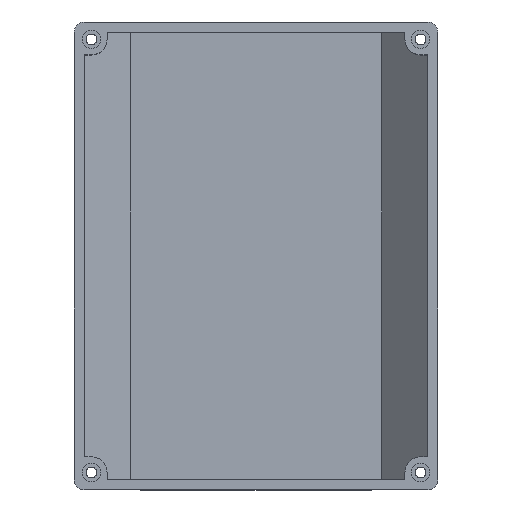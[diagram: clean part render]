
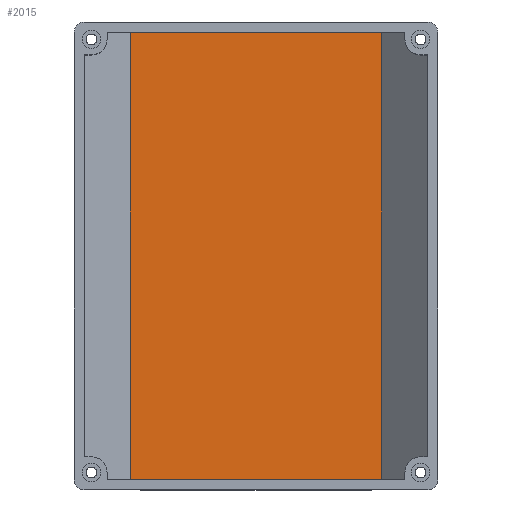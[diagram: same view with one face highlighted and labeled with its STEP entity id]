
A CAD part, top view. The second image highlights one B-rep face of the part: STEP entity #2015.
In plain terms, the highlighted planar face has unit normal (0, 0, 1).
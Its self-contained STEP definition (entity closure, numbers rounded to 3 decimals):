
#128=PLANE('',#2225);
#238=FACE_OUTER_BOUND('',#361,.T.);
#361=EDGE_LOOP('',(#1859,#1860,#1861,#1862));
#537=LINE('',#3382,#736);
#543=LINE('',#3395,#742);
#551=LINE('',#3413,#750);
#559=LINE('',#3430,#758);
#736=VECTOR('',#2757,10.);
#742=VECTOR('',#2767,10.);
#750=VECTOR('',#2785,10.);
#758=VECTOR('',#2805,10.);
#999=VERTEX_POINT('',#3379);
#1000=VERTEX_POINT('',#3381);
#1005=VERTEX_POINT('',#3393);
#1010=VERTEX_POINT('',#3412);
#1274=EDGE_CURVE('',#1000,#999,#537,.F.);
#1281=EDGE_CURVE('',#999,#1005,#543,.F.);
#1290=EDGE_CURVE('',#1010,#1000,#551,.F.);
#1299=EDGE_CURVE('',#1010,#1005,#559,.F.);
#1859=ORIENTED_EDGE('',*,*,#1290,.T.);
#1860=ORIENTED_EDGE('',*,*,#1274,.T.);
#1861=ORIENTED_EDGE('',*,*,#1281,.T.);
#1862=ORIENTED_EDGE('',*,*,#1299,.F.);
#2015=ADVANCED_FACE('',(#238),#128,.F.);
#2225=AXIS2_PLACEMENT_3D('',#3436,#2814,#2815);
#2757=DIRECTION('',(0.,-1.,0.));
#2767=DIRECTION('',(1.,0.,0.));
#2785=DIRECTION('',(-1.,0.,0.));
#2805=DIRECTION('',(0.,-1.,0.));
#2814=DIRECTION('center_axis',(0.,0.,-1.));
#2815=DIRECTION('ref_axis',(-1.,0.,0.));
#3379=CARTESIAN_POINT('',(88.757,-3.,3.));
#3381=CARTESIAN_POINT('',(88.757,-132.,3.));
#3382=CARTESIAN_POINT('',(88.757,-135.,3.));
#3393=CARTESIAN_POINT('',(16.243,-3.,3.));
#3395=CARTESIAN_POINT('',(71.25,-3.,3.));
#3412=CARTESIAN_POINT('',(16.243,-132.,3.));
#3413=CARTESIAN_POINT('',(71.25,-132.,3.));
#3430=CARTESIAN_POINT('',(16.243,-135.,3.));
#3436=CARTESIAN_POINT('Origin',(90.,-135.,3.));
